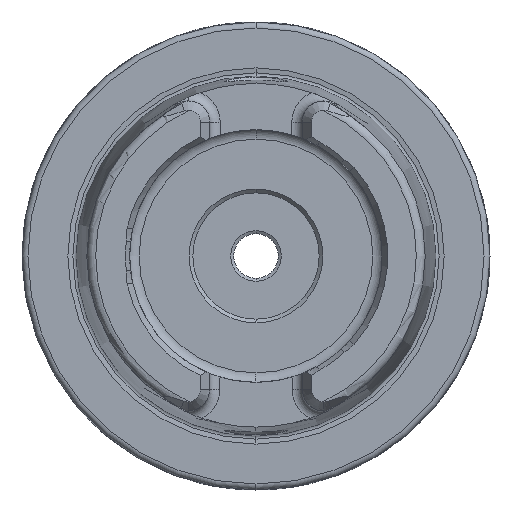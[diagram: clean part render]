
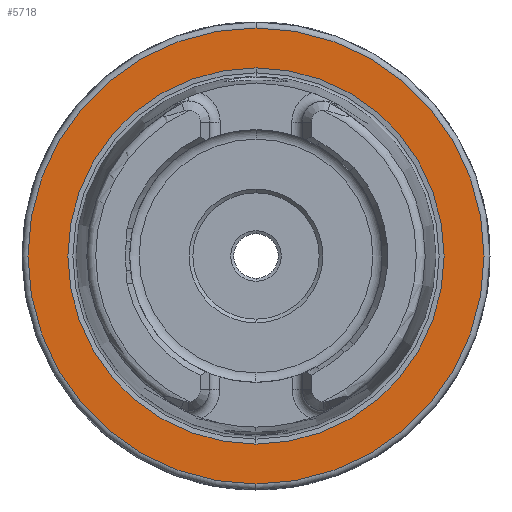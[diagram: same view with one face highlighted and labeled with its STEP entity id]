
A CAD part, left-side view. The second image highlights one B-rep face of the part: STEP entity #5718.
In plain terms, the highlighted planar face has unit normal (-1, 0, 0).
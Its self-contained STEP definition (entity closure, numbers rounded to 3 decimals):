
#86 = EDGE_CURVE ( 'NONE', #565, #11914, #13815, .T. ) ;
#216 = DIRECTION ( 'NONE',  ( 0., 0., 1. ) ) ;
#565 = VERTEX_POINT ( 'NONE', #4942 ) ;
#646 = CIRCLE ( 'NONE', #9099, 25.324 ) ;
#1847 = DIRECTION ( 'NONE',  ( 0., 0., -1. ) ) ;
#2278 = ORIENTED_EDGE ( 'NONE', *, *, #7208, .F. ) ;
#3023 = EDGE_CURVE ( 'NONE', #11436, #3767, #7643, .T. ) ;
#3767 = VERTEX_POINT ( 'NONE', #8308 ) ;
#4398 = FACE_BOUND ( 'NONE', #13187, .T. ) ;
#4942 = CARTESIAN_POINT ( 'NONE',  ( 0., 0., -30.7 ) ) ;
#5097 = AXIS2_PLACEMENT_3D ( 'NONE', #12520, #9971, #15083 ) ;
#5149 = AXIS2_PLACEMENT_3D ( 'NONE', #6647, #14136, #1847 ) ;
#5298 = DIRECTION ( 'NONE',  ( 0., 0., 1. ) ) ;
#5693 = CARTESIAN_POINT ( 'NONE',  ( 0., 0., 0. ) ) ;
#5718 = ADVANCED_FACE ( 'NONE', ( #4398, #13501 ), #12981, .F. ) ;
#5855 = AXIS2_PLACEMENT_3D ( 'NONE', #14940, #13901, #216 ) ;
#6635 = CARTESIAN_POINT ( 'NONE',  ( 0., 0., 0. ) ) ;
#6647 = CARTESIAN_POINT ( 'NONE',  ( 0., 30.7, 0. ) ) ;
#7208 = EDGE_CURVE ( 'NONE', #3767, #11436, #646, .T. ) ;
#7643 = CIRCLE ( 'NONE', #15079, 25.324 ) ;
#8308 = CARTESIAN_POINT ( 'NONE',  ( 0., 0., -25.324 ) ) ;
#9099 = AXIS2_PLACEMENT_3D ( 'NONE', #5693, #9379, #13276 ) ;
#9379 = DIRECTION ( 'NONE',  ( -1., 0., 0. ) ) ;
#9971 = DIRECTION ( 'NONE',  ( -1., 0., 0. ) ) ;
#10631 = EDGE_CURVE ( 'NONE', #11914, #565, #16099, .T. ) ;
#11436 = VERTEX_POINT ( 'NONE', #12702 ) ;
#11610 = CARTESIAN_POINT ( 'NONE',  ( 0., 0., 30.7 ) ) ;
#11688 = ORIENTED_EDGE ( 'NONE', *, *, #86, .T. ) ;
#11788 = EDGE_LOOP ( 'NONE', ( #11846, #11688 ) ) ;
#11846 = ORIENTED_EDGE ( 'NONE', *, *, #10631, .T. ) ;
#11914 = VERTEX_POINT ( 'NONE', #11610 ) ;
#12520 = CARTESIAN_POINT ( 'NONE',  ( 0., 0., 0. ) ) ;
#12702 = CARTESIAN_POINT ( 'NONE',  ( 0., 0., 25.324 ) ) ;
#12755 = DIRECTION ( 'NONE',  ( -1., 0., 0. ) ) ;
#12981 = PLANE ( 'NONE',  #5149 ) ;
#13000 = ORIENTED_EDGE ( 'NONE', *, *, #3023, .F. ) ;
#13187 = EDGE_LOOP ( 'NONE', ( #13000, #2278 ) ) ;
#13276 = DIRECTION ( 'NONE',  ( 0., 0., 1. ) ) ;
#13501 = FACE_OUTER_BOUND ( 'NONE', #11788, .T. ) ;
#13815 = CIRCLE ( 'NONE', #5097, 30.7 ) ;
#13901 = DIRECTION ( 'NONE',  ( -1., 0., 0. ) ) ;
#14136 = DIRECTION ( 'NONE',  ( 1., 0., 0. ) ) ;
#14940 = CARTESIAN_POINT ( 'NONE',  ( 0., 0., 0. ) ) ;
#15079 = AXIS2_PLACEMENT_3D ( 'NONE', #6635, #12755, #5298 ) ;
#15083 = DIRECTION ( 'NONE',  ( 0., 0., 1. ) ) ;
#16099 = CIRCLE ( 'NONE', #5855, 30.7 ) ;
